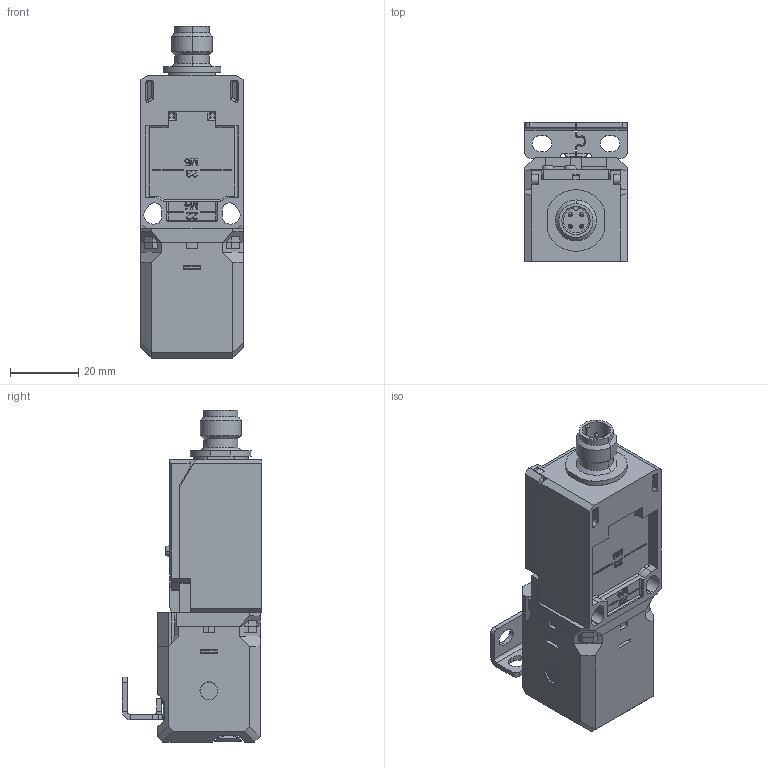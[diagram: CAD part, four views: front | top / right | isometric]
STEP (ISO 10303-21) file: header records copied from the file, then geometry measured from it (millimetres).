
FILE_DESCRIPTION((''),'2;1');
FILE_NAME('6073200006_SW0001','2011-06-22T',('T.Romberg'),(''),'PRO/ENGINEER BY PARAMETRIC TECHNOLOGY CORPORATION, 2005070','PRO/ENGINEER BY PARAMETRIC TECHNOLOGY CORPORATION, 2005070','');
FILE_SCHEMA(('AUTOMOTIVE_DESIGN_CC2 { 1 2 10303 214 -1 1 5 2 }'));
Products named in the file (1): 6073200006_SW0001
Bounding box: 30 x 40.92 x 97.4 mm (x, y, z)
Surface area: 34501.2 mm2 (no closed solid volume)
Topology: 0 solids, 21 shells, 1574 faces, 4471 edges, 2882 vertices
Faces by surface type: plane 1034, cylinder 390, sphere 86, cone 36, torus 16, bspline 12
Entity records: 75763 total; most frequent: CARTESIAN_POINT 10029, ORIENTED_EDGE 8426, DIRECTION 8404, PRESENTATION_STYLE_ASSIGNMENT 6046, STYLED_ITEM 4472, CURVE_STYLE 4457, EDGE_CURVE 4457, VECTOR 3416
